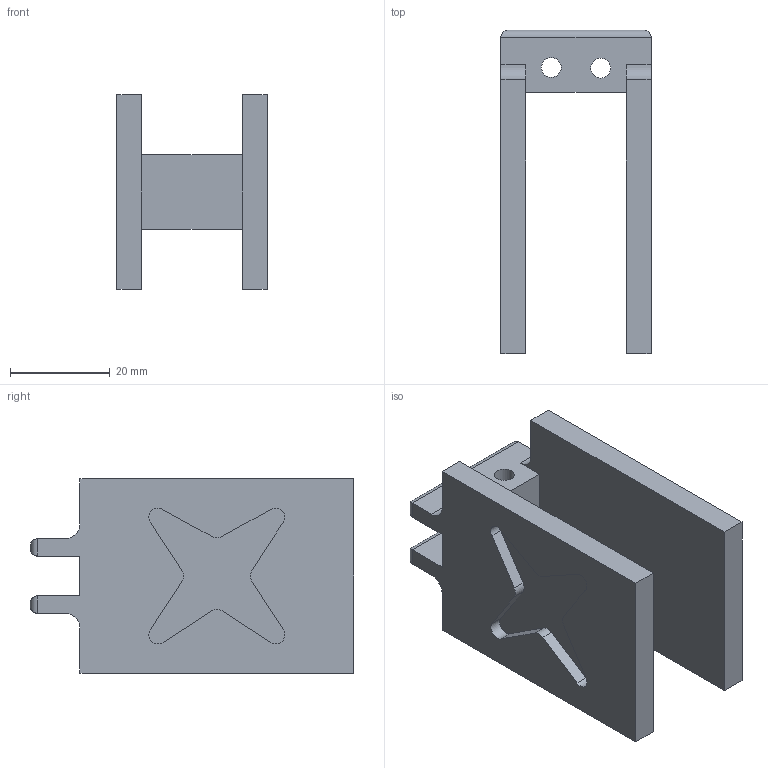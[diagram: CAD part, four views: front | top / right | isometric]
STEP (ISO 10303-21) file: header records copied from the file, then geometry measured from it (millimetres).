
FILE_DESCRIPTION(/* description */ (''),/* implementation_level */ '2;1');
FILE_NAME(/* name */ 'Servo_Sleeve v11.step',/* time_stamp */ '2023-05-03T21:55:55-04:00',/* author */ (''),/* organization */ (''),/* preprocessor_version */ 'ST-DEVELOPER v19.2',/* originating_system */ 'Autodesk Translation Framework v12.4.0.73',/* authorisation */ '');
FILE_SCHEMA (('AUTOMOTIVE_DESIGN { 1 0 10303 214 3 1 1 }'));
Length unit declared in the file: millimetre
Products named in the file (1): Servo_Sleeve
Bounding box: 30.2 x 65 x 39 mm (x, y, z)
Volume: 22002.6 mm3; surface area: 13021.7 mm2
Topology: 1 solids, 1 shells, 72 faces, 196 edges, 128 vertices
Faces by surface type: plane 40, cylinder 32
Full cylindrical faces by diameter (mm): 4 x4
Entity records: 2321 total; most frequent: DIRECTION 398, CARTESIAN_POINT 397, ORIENTED_EDGE 392, EDGE_CURVE 196, LINE 140, VECTOR 140, AXIS2_PLACEMENT_3D 129, VERTEX_POINT 128
